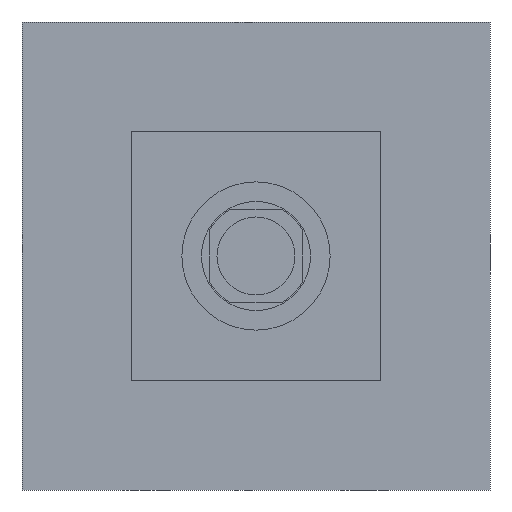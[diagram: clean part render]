
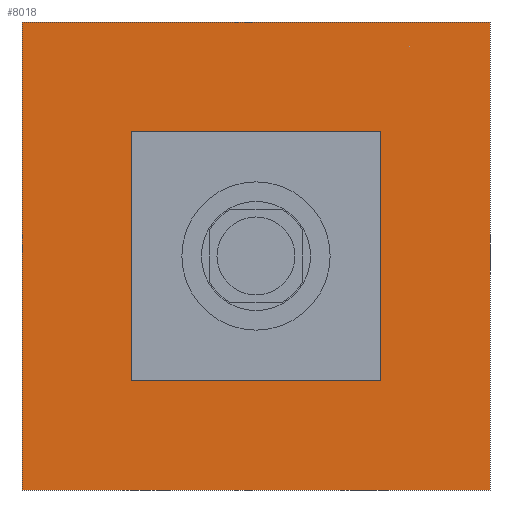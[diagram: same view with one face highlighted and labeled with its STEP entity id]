
A CAD part, front view. The second image highlights one B-rep face of the part: STEP entity #8018.
In plain terms, the highlighted face is planar.
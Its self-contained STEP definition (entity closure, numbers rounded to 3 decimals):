
#872=FACE_OUTER_BOUND('',#874,.T.);
#873=FACE_BOUND('',#875,.T.);
#874=EDGE_LOOP('',(#876,#877,#878,#879));
#875=EDGE_LOOP('',(#908,#909,#910,#911));
#876=ORIENTED_EDGE('',*,*,#880,.T.);
#877=ORIENTED_EDGE('',*,*,#889,.T.);
#878=ORIENTED_EDGE('',*,*,#896,.T.);
#879=ORIENTED_EDGE('',*,*,#903,.T.);
#880=EDGE_CURVE('',#885,#886,#881,.T.);
#881=LINE('',#882,#883);
#882=CARTESIAN_POINT('',(-50.8,47.625,50.8));
#883=VECTOR('',#884,1.);
#884=DIRECTION('',(1.,0.,0.));
#885=VERTEX_POINT('',#887);
#886=VERTEX_POINT('',#888);
#887=CARTESIAN_POINT('',(-50.8,47.625,50.8));
#888=CARTESIAN_POINT('',(50.8,47.625,50.8));
#889=EDGE_CURVE('',#886,#894,#890,.T.);
#890=LINE('',#891,#892);
#891=CARTESIAN_POINT('',(50.8,47.625,50.8));
#892=VECTOR('',#893,1.);
#893=DIRECTION('',(0.,0.,-1.));
#894=VERTEX_POINT('',#895);
#895=CARTESIAN_POINT('',(50.8,47.625,-50.8));
#896=EDGE_CURVE('',#894,#901,#897,.T.);
#897=LINE('',#898,#899);
#898=CARTESIAN_POINT('',(50.8,47.625,-50.8));
#899=VECTOR('',#900,1.);
#900=DIRECTION('',(-1.,0.,0.));
#901=VERTEX_POINT('',#902);
#902=CARTESIAN_POINT('',(-50.8,47.625,-50.8));
#903=EDGE_CURVE('',#901,#885,#904,.T.);
#904=LINE('',#905,#906);
#905=CARTESIAN_POINT('',(-50.8,47.625,-50.8));
#906=VECTOR('',#907,1.);
#907=DIRECTION('',(0.,0.,1.));
#908=ORIENTED_EDGE('',*,*,#912,.F.);
#909=ORIENTED_EDGE('',*,*,#921,.F.);
#910=ORIENTED_EDGE('',*,*,#928,.F.);
#911=ORIENTED_EDGE('',*,*,#935,.F.);
#912=EDGE_CURVE('',#917,#918,#913,.T.);
#913=LINE('',#914,#915);
#914=CARTESIAN_POINT('',(-95.25,47.625,-95.25));
#915=VECTOR('',#916,1.);
#916=DIRECTION('',(0.,0.,1.));
#917=VERTEX_POINT('',#919);
#918=VERTEX_POINT('',#920);
#919=CARTESIAN_POINT('',(-95.25,47.625,-95.25));
#920=CARTESIAN_POINT('',(-95.25,47.625,95.25));
#921=EDGE_CURVE('',#926,#917,#922,.T.);
#922=LINE('',#923,#924);
#923=CARTESIAN_POINT('',(95.25,47.625,-95.25));
#924=VECTOR('',#925,1.);
#925=DIRECTION('',(-1.,0.,0.));
#926=VERTEX_POINT('',#927);
#927=CARTESIAN_POINT('',(95.25,47.625,-95.25));
#928=EDGE_CURVE('',#933,#926,#929,.T.);
#929=LINE('',#930,#931);
#930=CARTESIAN_POINT('',(95.25,47.625,95.25));
#931=VECTOR('',#932,1.);
#932=DIRECTION('',(0.,0.,-1.));
#933=VERTEX_POINT('',#934);
#934=CARTESIAN_POINT('',(95.25,47.625,95.25));
#935=EDGE_CURVE('',#918,#933,#936,.T.);
#936=LINE('',#937,#938);
#937=CARTESIAN_POINT('',(-95.25,47.625,95.25));
#938=VECTOR('',#939,1.);
#939=DIRECTION('',(1.,0.,0.));
#940=PLANE('',#941);
#941=AXIS2_PLACEMENT_3D('',#942,#943,#944);
#942=CARTESIAN_POINT('',(-95.25,47.625,-95.25));
#943=DIRECTION('',(0.,-1.,0.));
#944=DIRECTION('',(1.,0.,0.));
#8018=ADVANCED_FACE('',(#872,#873),#940,.T.);
